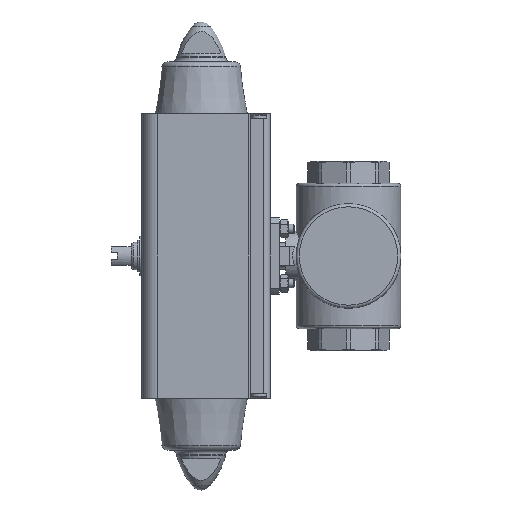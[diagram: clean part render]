
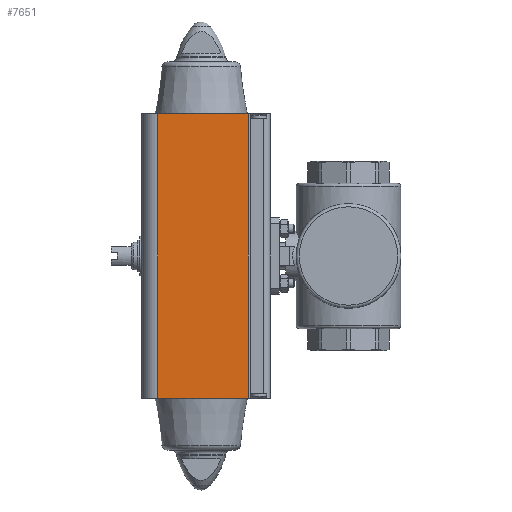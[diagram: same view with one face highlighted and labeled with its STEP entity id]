
A CAD part, left-side view. The second image highlights one B-rep face of the part: STEP entity #7651.
In plain terms, the highlighted planar face has unit normal (-1, 0, 0).
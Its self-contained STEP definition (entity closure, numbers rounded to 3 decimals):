
#247=PLANE('',#8429);
#680=LINE('',#12666,#1254);
#681=LINE('',#12669,#1255);
#682=LINE('',#12671,#1256);
#683=LINE('',#12673,#1257);
#1254=VECTOR('',#10023,1000.);
#1255=VECTOR('',#10024,1000.);
#1256=VECTOR('',#10025,1000.);
#1257=VECTOR('',#10026,1000.);
#3111=ORIENTED_EDGE('',*,*,#4698,.T.);
#3112=ORIENTED_EDGE('',*,*,#4699,.F.);
#3113=ORIENTED_EDGE('',*,*,#4700,.F.);
#3114=ORIENTED_EDGE('',*,*,#4701,.T.);
#4698=EDGE_CURVE('',#5565,#5566,#680,.T.);
#4699=EDGE_CURVE('',#5567,#5566,#681,.T.);
#4700=EDGE_CURVE('',#5568,#5567,#682,.T.);
#4701=EDGE_CURVE('',#5568,#5565,#683,.T.);
#5565=VERTEX_POINT('',#12667);
#5566=VERTEX_POINT('',#12668);
#5567=VERTEX_POINT('',#12670);
#5568=VERTEX_POINT('',#12672);
#6273=EDGE_LOOP('',(#3111,#3112,#3113,#3114));
#6934=FACE_BOUND('',#6273,.T.);
#7651=ADVANCED_FACE('',(#6934),#247,.F.);
#8429=AXIS2_PLACEMENT_3D('',#12665,#10021,#10022);
#10021=DIRECTION('',(1.,0.,0.));
#10022=DIRECTION('',(0.,0.,-1.));
#10023=DIRECTION('',(0.,-1.,0.));
#10024=DIRECTION('',(0.,0.,-1.));
#10025=DIRECTION('',(0.,-1.,0.));
#10026=DIRECTION('',(0.,0.,-1.));
#12665=CARTESIAN_POINT('',(-38.5,28.1,92.65));
#12666=CARTESIAN_POINT('',(-38.5,28.1,-92.65));
#12667=CARTESIAN_POINT('',(-38.5,28.1,-92.65));
#12668=CARTESIAN_POINT('',(-38.5,-30.616,-92.65));
#12669=CARTESIAN_POINT('',(-38.5,-30.616,92.65));
#12670=CARTESIAN_POINT('',(-38.5,-30.616,92.65));
#12671=CARTESIAN_POINT('',(-38.5,28.1,92.65));
#12672=CARTESIAN_POINT('',(-38.5,28.1,92.65));
#12673=CARTESIAN_POINT('',(-38.5,28.1,92.65));
